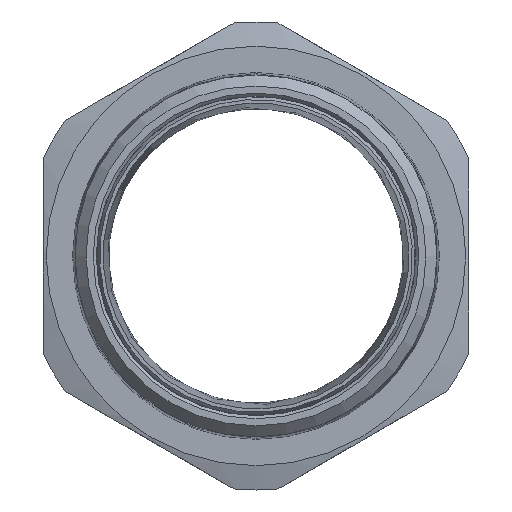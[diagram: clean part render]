
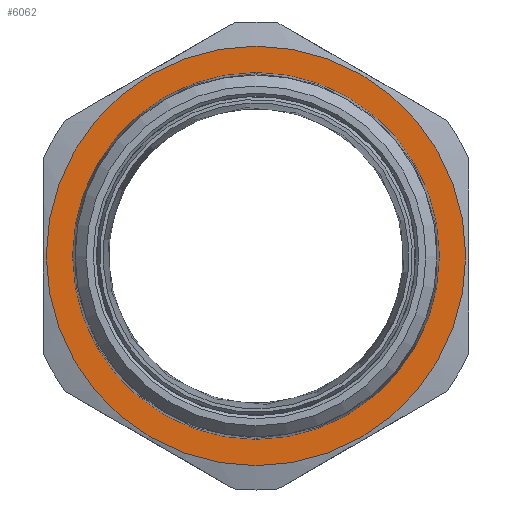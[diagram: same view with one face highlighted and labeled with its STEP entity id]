
A CAD part, left-side view. The second image highlights one B-rep face of the part: STEP entity #6062.
In plain terms, the highlighted planar face has unit normal (-1, 0, 0).
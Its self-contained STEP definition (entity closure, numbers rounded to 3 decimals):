
#28 = CARTESIAN_POINT ( 'NONE',  ( 27.2, 0., -30.17 ) ) ;
#276 = EDGE_CURVE ( 'NONE', #4291, #4291, #2037, .T. ) ;
#575 = EDGE_CURVE ( 'NONE', #1808, #1808, #6016, .T. ) ;
#704 = PLANE ( 'NONE',  #856 ) ;
#856 = AXIS2_PLACEMENT_3D ( 'NONE', #4593, #1691, #6022 ) ;
#1007 = ORIENTED_EDGE ( 'NONE', *, *, #575, .T. ) ;
#1282 = EDGE_LOOP ( 'NONE', ( #1007 ) ) ;
#1302 = ORIENTED_EDGE ( 'NONE', *, *, #276, .F. ) ;
#1305 = DIRECTION ( 'NONE',  ( 1., 0., 0. ) ) ;
#1409 = CARTESIAN_POINT ( 'NONE',  ( 27.2, 0., -34.5 ) ) ;
#1529 = FACE_BOUND ( 'NONE', #1282, .T. ) ;
#1586 = AXIS2_PLACEMENT_3D ( 'NONE', #5103, #1305, #3712 ) ;
#1691 = DIRECTION ( 'NONE',  ( 1., 0., 0. ) ) ;
#1808 = VERTEX_POINT ( 'NONE', #28 ) ;
#2037 = CIRCLE ( 'NONE', #3223, 34.5 ) ;
#2794 = FACE_OUTER_BOUND ( 'NONE', #3617, .T. ) ;
#3175 = DIRECTION ( 'NONE',  ( 0., 0., -1. ) ) ;
#3223 = AXIS2_PLACEMENT_3D ( 'NONE', #3650, #4188, #3175 ) ;
#3617 = EDGE_LOOP ( 'NONE', ( #1302 ) ) ;
#3650 = CARTESIAN_POINT ( 'NONE',  ( 27.2, 0., 0. ) ) ;
#3712 = DIRECTION ( 'NONE',  ( 0., 0., -1. ) ) ;
#4188 = DIRECTION ( 'NONE',  ( 1., 0., 0. ) ) ;
#4291 = VERTEX_POINT ( 'NONE', #1409 ) ;
#4593 = CARTESIAN_POINT ( 'NONE',  ( 27.2, 30.17, 0. ) ) ;
#5103 = CARTESIAN_POINT ( 'NONE',  ( 27.2, 0., 0. ) ) ;
#6016 = CIRCLE ( 'NONE', #1586, 30.17 ) ;
#6022 = DIRECTION ( 'NONE',  ( 0., 0., -1. ) ) ;
#6062 = ADVANCED_FACE ( 'NONE', ( #2794, #1529 ), #704, .F. ) ;
